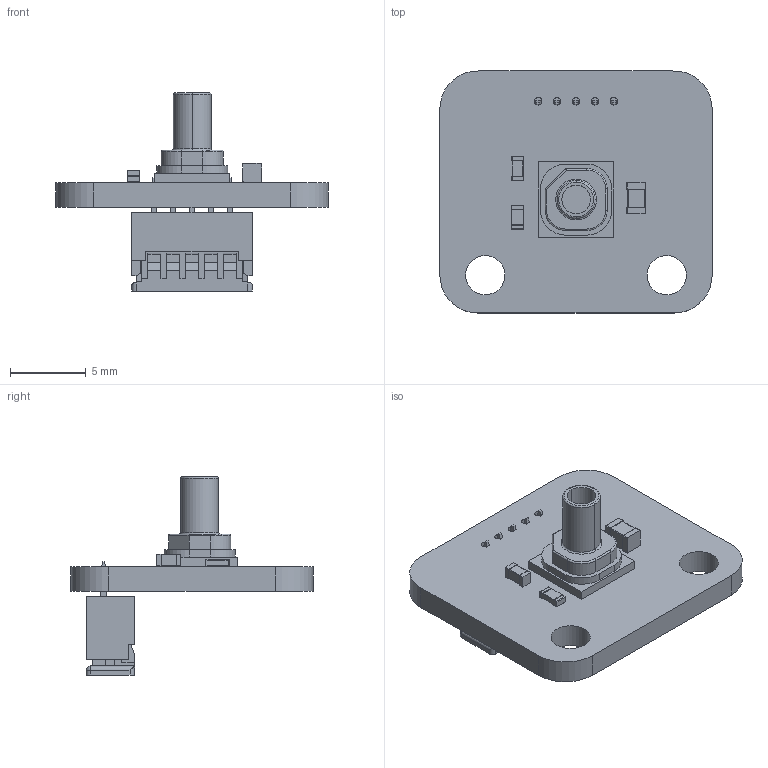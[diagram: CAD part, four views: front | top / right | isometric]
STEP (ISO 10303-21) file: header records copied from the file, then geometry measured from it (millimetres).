
FILE_DESCRIPTION(('KiCad electronic assembly'),'2;1');
FILE_NAME('mprls.step','2022-08-10T17:33:19',('An Author'),('A Company') ,'Open CASCADE STEP processor 7.5','KiCad to STEP converter','Unknown' );
FILE_SCHEMA(('AUTOMOTIVE_DESIGN { 1 0 10303 214 1 1 1 1 }'));
Length unit declared in the file: millimetre
Products named in the file (14): Open CASCADE STEP translator 7.5 1; C_0805_2012Metric; SOLID; C_0603_1608Metric; Molex_530470510; Molex_PicoBlade_530470510_Conn; R_0603_1608Metric; MPRLS0025PA00001A; COMPOUND
Assembly tree (13 placements, depth 3):
  Open CASCADE STEP translator 7.5 1
    C_0805_2012Metric
      SOLID
    C_0603_1608Metric
      SOLID
    Molex_530470510
      SOLID
    Molex_PicoBlade_530470510_Conn
      SOLID
    R_0603_1608Metric
      SOLID
    MPRLS0025PA00001A
      COMPOUND
    COMPOUND
Bounding box: 18 x 16 x 13.1 mm (x, y, z)
Volume: 605 mm3; surface area: 1262 mm2
Topology: 20 solids, 20 shells, 660 faces, 1644 edges, 1058 vertices
Faces by surface type: plane 580, cylinder 71, torus 7, sphere 2
Full cylindrical faces by diameter (mm): 0.5 x5, 1.1 x1, 2.6 x2
Entity records: 41996 total; most frequent: CARTESIAN_POINT 7300, DIRECTION 6364, LINE 4638, VECTOR 4638, ORIENTED_EDGE 3284, PCURVE 3284, DEFINITIONAL_REPRESENTATION 3284, EDGE_CURVE 1642
